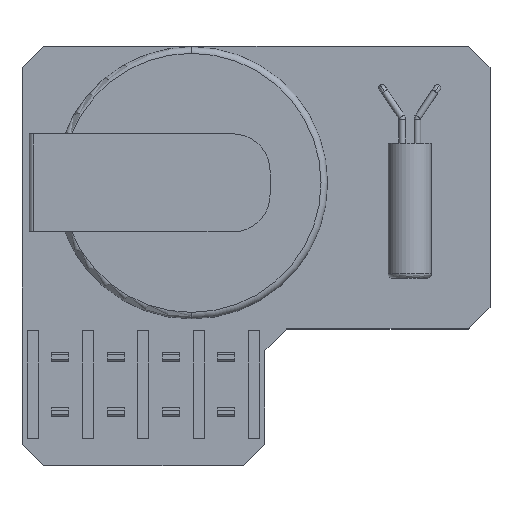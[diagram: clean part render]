
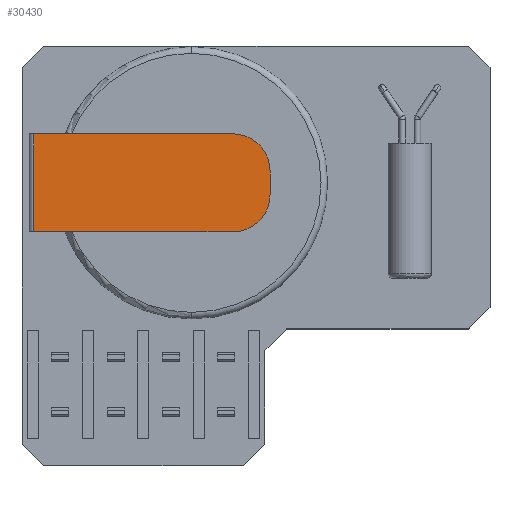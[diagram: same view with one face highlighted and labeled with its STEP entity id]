
A CAD part, top view. The second image highlights one B-rep face of the part: STEP entity #30430.
In plain terms, the highlighted face is planar.
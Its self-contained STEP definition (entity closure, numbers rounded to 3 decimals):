
#30094 = PLANE('',#30095);
#30095 = AXIS2_PLACEMENT_3D('',#30096,#30097,#30098);
#30096 = CARTESIAN_POINT('',(-3.607,2.,-2.25));
#30097 = DIRECTION('',(-1.,0.,0.));
#30098 = DIRECTION('',(0.,0.,1.));
#30127 = CYLINDRICAL_SURFACE('',#30128,1.7);
#30128 = AXIS2_PLACEMENT_3D('',#30129,#30130,#30131);
#30129 = CARTESIAN_POINT('',(-1.907,2.,-0.55));
#30130 = DIRECTION('',(0.,-1.,0.));
#30131 = DIRECTION('',(0.,0.,-1.));
#30152 = PLANE('',#30153);
#30153 = AXIS2_PLACEMENT_3D('',#30154,#30155,#30156);
#30154 = CARTESIAN_POINT('',(7.25,2.,-2.25));
#30155 = DIRECTION('',(0.,0.,-1.));
#30156 = DIRECTION('',(-1.,0.,0.));
#30226 = PLANE('',#30227);
#30227 = AXIS2_PLACEMENT_3D('',#30228,#30229,#30230);
#30228 = CARTESIAN_POINT('',(7.25,2.,2.25));
#30229 = DIRECTION('',(0.,0.,-1.));
#30230 = DIRECTION('',(-1.,0.,0.));
#30257 = CYLINDRICAL_SURFACE('',#30258,1.7);
#30258 = AXIS2_PLACEMENT_3D('',#30259,#30260,#30261);
#30259 = CARTESIAN_POINT('',(-1.907,2.,0.55));
#30260 = DIRECTION('',(0.,1.,0.));
#30261 = DIRECTION('',(0.,0.,1.));
#30360 = EDGE_CURVE('',#30361,#30363,#30365,.T.);
#30361 = VERTEX_POINT('',#30362);
#30362 = CARTESIAN_POINT('',(-3.607,2.2,-0.55));
#30363 = VERTEX_POINT('',#30364);
#30364 = CARTESIAN_POINT('',(-3.607,2.2,0.55));
#30365 = SURFACE_CURVE('',#30366,(#30370,#30377),.PCURVE_S1.);
#30366 = LINE('',#30367,#30368);
#30367 = CARTESIAN_POINT('',(-3.607,2.2,-2.25));
#30368 = VECTOR('',#30369,1.);
#30369 = DIRECTION('',(0.,0.,1.));
#30370 = PCURVE('',#30094,#30371);
#30371 = DEFINITIONAL_REPRESENTATION('',(#30372),#30376);
#30372 = LINE('',#30373,#30374);
#30373 = CARTESIAN_POINT('',(0.,0.2));
#30374 = VECTOR('',#30375,1.);
#30375 = DIRECTION('',(1.,0.));
#30376 = ( GEOMETRIC_REPRESENTATION_CONTEXT(2) 
PARAMETRIC_REPRESENTATION_CONTEXT() REPRESENTATION_CONTEXT('2D SPACE',''
  ) );
#30377 = PCURVE('',#30378,#30383);
#30378 = PLANE('',#30379);
#30379 = AXIS2_PLACEMENT_3D('',#30380,#30381,#30382);
#30380 = CARTESIAN_POINT('',(-3.607,2.2,-2.25));
#30381 = DIRECTION('',(0.,1.,0.));
#30382 = DIRECTION('',(0.,0.,1.));
#30383 = DEFINITIONAL_REPRESENTATION('',(#30384),#30388);
#30384 = LINE('',#30385,#30386);
#30385 = CARTESIAN_POINT('',(0.,0.));
#30386 = VECTOR('',#30387,1.);
#30387 = DIRECTION('',(1.,0.));
#30388 = ( GEOMETRIC_REPRESENTATION_CONTEXT(2) 
PARAMETRIC_REPRESENTATION_CONTEXT() REPRESENTATION_CONTEXT('2D SPACE',''
  ) );
#30430 = ADVANCED_FACE('',(#30431),#30378,.T.);
#30431 = FACE_BOUND('',#30432,.T.);
#30432 = EDGE_LOOP('',(#30433,#30458,#30479,#30480,#30503,#30526));
#30433 = ORIENTED_EDGE('',*,*,#30434,.T.);
#30434 = EDGE_CURVE('',#30435,#30437,#30439,.T.);
#30435 = VERTEX_POINT('',#30436);
#30436 = CARTESIAN_POINT('',(7.25,2.2,-2.25));
#30437 = VERTEX_POINT('',#30438);
#30438 = CARTESIAN_POINT('',(-1.907,2.2,-2.25));
#30439 = SURFACE_CURVE('',#30440,(#30444,#30451),.PCURVE_S1.);
#30440 = LINE('',#30441,#30442);
#30441 = CARTESIAN_POINT('',(-3.607,2.2,-2.25));
#30442 = VECTOR('',#30443,1.);
#30443 = DIRECTION('',(-1.,0.,0.));
#30444 = PCURVE('',#30378,#30445);
#30445 = DEFINITIONAL_REPRESENTATION('',(#30446),#30450);
#30446 = LINE('',#30447,#30448);
#30447 = CARTESIAN_POINT('',(0.,0.));
#30448 = VECTOR('',#30449,1.);
#30449 = DIRECTION('',(0.,-1.));
#30450 = ( GEOMETRIC_REPRESENTATION_CONTEXT(2) 
PARAMETRIC_REPRESENTATION_CONTEXT() REPRESENTATION_CONTEXT('2D SPACE',''
  ) );
#30451 = PCURVE('',#30152,#30452);
#30452 = DEFINITIONAL_REPRESENTATION('',(#30453),#30457);
#30453 = LINE('',#30454,#30455);
#30454 = CARTESIAN_POINT('',(10.857,0.2));
#30455 = VECTOR('',#30456,1.);
#30456 = DIRECTION('',(1.,0.));
#30457 = ( GEOMETRIC_REPRESENTATION_CONTEXT(2) 
PARAMETRIC_REPRESENTATION_CONTEXT() REPRESENTATION_CONTEXT('2D SPACE',''
  ) );
#30458 = ORIENTED_EDGE('',*,*,#30459,.T.);
#30459 = EDGE_CURVE('',#30437,#30361,#30460,.T.);
#30460 = SURFACE_CURVE('',#30461,(#30466,#30473),.PCURVE_S1.);
#30461 = CIRCLE('',#30462,1.7);
#30462 = AXIS2_PLACEMENT_3D('',#30463,#30464,#30465);
#30463 = CARTESIAN_POINT('',(-1.907,2.2,-0.55));
#30464 = DIRECTION('',(0.,1.,0.));
#30465 = DIRECTION('',(0.,0.,1.));
#30466 = PCURVE('',#30378,#30467);
#30467 = DEFINITIONAL_REPRESENTATION('',(#30468),#30472);
#30468 = CIRCLE('',#30469,1.7);
#30469 = AXIS2_PLACEMENT_2D('',#30470,#30471);
#30470 = CARTESIAN_POINT('',(1.7,1.7));
#30471 = DIRECTION('',(1.,0.));
#30472 = ( GEOMETRIC_REPRESENTATION_CONTEXT(2) 
PARAMETRIC_REPRESENTATION_CONTEXT() REPRESENTATION_CONTEXT('2D SPACE',''
  ) );
#30473 = PCURVE('',#30127,#30474);
#30474 = DEFINITIONAL_REPRESENTATION('',(#30475),#30478);
#30475 = B_SPLINE_CURVE_WITH_KNOTS('',1,(#30476,#30477),.UNSPECIFIED.,
  .F.,.F.,(2,2),(3.142,4.712),
  .PIECEWISE_BEZIER_KNOTS.);
#30476 = CARTESIAN_POINT('',(6.283,-0.2));
#30477 = CARTESIAN_POINT('',(4.712,-0.2));
#30478 = ( GEOMETRIC_REPRESENTATION_CONTEXT(2) 
PARAMETRIC_REPRESENTATION_CONTEXT() REPRESENTATION_CONTEXT('2D SPACE',''
  ) );
#30479 = ORIENTED_EDGE('',*,*,#30360,.T.);
#30480 = ORIENTED_EDGE('',*,*,#30481,.T.);
#30481 = EDGE_CURVE('',#30363,#30482,#30484,.T.);
#30482 = VERTEX_POINT('',#30483);
#30483 = CARTESIAN_POINT('',(-1.907,2.2,2.25));
#30484 = SURFACE_CURVE('',#30485,(#30490,#30497),.PCURVE_S1.);
#30485 = CIRCLE('',#30486,1.7);
#30486 = AXIS2_PLACEMENT_3D('',#30487,#30488,#30489);
#30487 = CARTESIAN_POINT('',(-1.907,2.2,0.55));
#30488 = DIRECTION('',(0.,1.,0.));
#30489 = DIRECTION('',(0.,0.,1.));
#30490 = PCURVE('',#30378,#30491);
#30491 = DEFINITIONAL_REPRESENTATION('',(#30492),#30496);
#30492 = CIRCLE('',#30493,1.7);
#30493 = AXIS2_PLACEMENT_2D('',#30494,#30495);
#30494 = CARTESIAN_POINT('',(2.8,1.7));
#30495 = DIRECTION('',(1.,0.));
#30496 = ( GEOMETRIC_REPRESENTATION_CONTEXT(2) 
PARAMETRIC_REPRESENTATION_CONTEXT() REPRESENTATION_CONTEXT('2D SPACE',''
  ) );
#30497 = PCURVE('',#30257,#30498);
#30498 = DEFINITIONAL_REPRESENTATION('',(#30499),#30502);
#30499 = B_SPLINE_CURVE_WITH_KNOTS('',1,(#30500,#30501),.UNSPECIFIED.,
  .F.,.F.,(2,2),(4.712,6.283),
  .PIECEWISE_BEZIER_KNOTS.);
#30500 = CARTESIAN_POINT('',(4.712,0.2));
#30501 = CARTESIAN_POINT('',(6.283,0.2));
#30502 = ( GEOMETRIC_REPRESENTATION_CONTEXT(2) 
PARAMETRIC_REPRESENTATION_CONTEXT() REPRESENTATION_CONTEXT('2D SPACE',''
  ) );
#30503 = ORIENTED_EDGE('',*,*,#30504,.F.);
#30504 = EDGE_CURVE('',#30505,#30482,#30507,.T.);
#30505 = VERTEX_POINT('',#30506);
#30506 = CARTESIAN_POINT('',(7.25,2.2,2.25));
#30507 = SURFACE_CURVE('',#30508,(#30512,#30519),.PCURVE_S1.);
#30508 = LINE('',#30509,#30510);
#30509 = CARTESIAN_POINT('',(-3.607,2.2,2.25));
#30510 = VECTOR('',#30511,1.);
#30511 = DIRECTION('',(-1.,0.,0.));
#30512 = PCURVE('',#30378,#30513);
#30513 = DEFINITIONAL_REPRESENTATION('',(#30514),#30518);
#30514 = LINE('',#30515,#30516);
#30515 = CARTESIAN_POINT('',(4.5,0.));
#30516 = VECTOR('',#30517,1.);
#30517 = DIRECTION('',(0.,-1.));
#30518 = ( GEOMETRIC_REPRESENTATION_CONTEXT(2) 
PARAMETRIC_REPRESENTATION_CONTEXT() REPRESENTATION_CONTEXT('2D SPACE',''
  ) );
#30519 = PCURVE('',#30226,#30520);
#30520 = DEFINITIONAL_REPRESENTATION('',(#30521),#30525);
#30521 = LINE('',#30522,#30523);
#30522 = CARTESIAN_POINT('',(10.857,0.2));
#30523 = VECTOR('',#30524,1.);
#30524 = DIRECTION('',(1.,0.));
#30525 = ( GEOMETRIC_REPRESENTATION_CONTEXT(2) 
PARAMETRIC_REPRESENTATION_CONTEXT() REPRESENTATION_CONTEXT('2D SPACE',''
  ) );
#30526 = ORIENTED_EDGE('',*,*,#30527,.F.);
#30527 = EDGE_CURVE('',#30435,#30505,#30528,.T.);
#30528 = SURFACE_CURVE('',#30529,(#30533,#30540),.PCURVE_S1.);
#30529 = LINE('',#30530,#30531);
#30530 = CARTESIAN_POINT('',(7.25,2.2,-2.25));
#30531 = VECTOR('',#30532,1.);
#30532 = DIRECTION('',(0.,0.,1.));
#30533 = PCURVE('',#30378,#30534);
#30534 = DEFINITIONAL_REPRESENTATION('',(#30535),#30539);
#30535 = LINE('',#30536,#30537);
#30536 = CARTESIAN_POINT('',(0.,10.857));
#30537 = VECTOR('',#30538,1.);
#30538 = DIRECTION('',(1.,0.));
#30539 = ( GEOMETRIC_REPRESENTATION_CONTEXT(2) 
PARAMETRIC_REPRESENTATION_CONTEXT() REPRESENTATION_CONTEXT('2D SPACE',''
  ) );
#30540 = PCURVE('',#30541,#30546);
#30541 = CYLINDRICAL_SURFACE('',#30542,0.2);
#30542 = AXIS2_PLACEMENT_3D('',#30543,#30544,#30545);
#30543 = CARTESIAN_POINT('',(7.25,2.,-2.25));
#30544 = DIRECTION('',(0.,0.,1.));
#30545 = DIRECTION('',(1.,0.,0.));
#30546 = DEFINITIONAL_REPRESENTATION('',(#30547),#30550);
#30547 = B_SPLINE_CURVE_WITH_KNOTS('',1,(#30548,#30549),.UNSPECIFIED.,
  .F.,.F.,(2,2),(0.,4.5),.PIECEWISE_BEZIER_KNOTS.);
#30548 = CARTESIAN_POINT('',(1.571,0.));
#30549 = CARTESIAN_POINT('',(1.571,4.5));
#30550 = ( GEOMETRIC_REPRESENTATION_CONTEXT(2) 
PARAMETRIC_REPRESENTATION_CONTEXT() REPRESENTATION_CONTEXT('2D SPACE',''
  ) );
